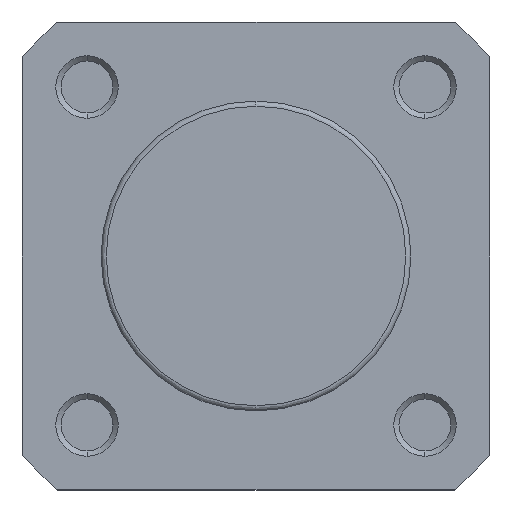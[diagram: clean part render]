
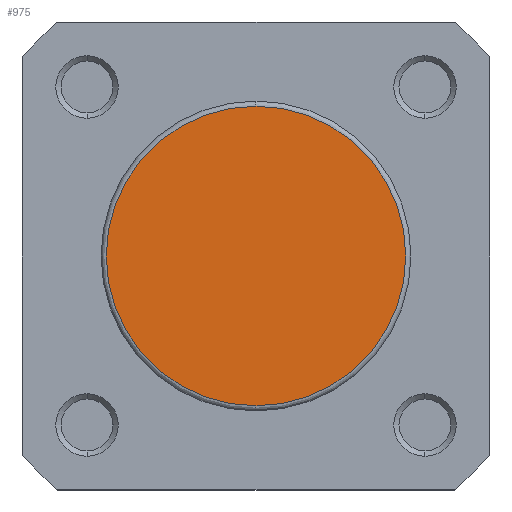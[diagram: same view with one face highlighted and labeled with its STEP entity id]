
A CAD part, left-side view. The second image highlights one B-rep face of the part: STEP entity #975.
In plain terms, the highlighted planar face has unit normal (-1, 0, 0).
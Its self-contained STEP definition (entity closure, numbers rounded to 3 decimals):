
#74 = EDGE_LOOP ( 'NONE', ( #1297, #1298 ) ) ;
#357 = VERTEX_POINT ( 'NONE', #6178 ) ;
#549 = EDGE_CURVE ( 'NONE', #6293, #357, #2181, .T. ) ;
#737 = EDGE_CURVE ( 'NONE', #357, #6293, #4105, .T. ) ;
#975 = ADVANCED_FACE ( 'NONE', ( #4564 ), #3473, .T. ) ;
#1297 = ORIENTED_EDGE ( 'NONE', *, *, #549, .T. ) ;
#1298 = ORIENTED_EDGE ( 'NONE', *, *, #737, .T. ) ;
#2181 = CIRCLE ( 'NONE', #3601, 14.4 ) ;
#2386 = CARTESIAN_POINT ( 'NONE',  ( 0., 0., 0. ) ) ;
#2387 = DIRECTION ( 'NONE',  ( -1., 0., 0. ) ) ;
#2388 = DIRECTION ( 'NONE',  ( 0., 0., 1. ) ) ;
#2805 = CARTESIAN_POINT ( 'NONE',  ( 0., 0., 0. ) ) ;
#2813 = DIRECTION ( 'NONE',  ( -1., 0., 0. ) ) ;
#2814 = DIRECTION ( 'NONE',  ( 0., 0., 1. ) ) ;
#3472 = CARTESIAN_POINT ( 'NONE',  ( 0., -14.9, 0. ) ) ;
#3473 = PLANE ( 'NONE',  #3791 ) ;
#3474 = DIRECTION ( 'NONE',  ( -1., 0., 0. ) ) ;
#3475 = DIRECTION ( 'NONE',  ( 0., 0., 1. ) ) ;
#3601 = AXIS2_PLACEMENT_3D ( 'NONE', #2386, #2387, #2388 ) ;
#3671 = AXIS2_PLACEMENT_3D ( 'NONE', #2805, #2813, #2814 ) ;
#3791 = AXIS2_PLACEMENT_3D ( 'NONE', #3472, #3474, #3475 ) ;
#4105 = CIRCLE ( 'NONE', #3671, 14.4 ) ;
#4564 = FACE_OUTER_BOUND ( 'NONE', #74, .T. ) ;
#5684 = CARTESIAN_POINT ( 'NONE',  ( 0., 0., 14.4 ) ) ;
#6178 = CARTESIAN_POINT ( 'NONE',  ( 0., 0., -14.4 ) ) ;
#6293 = VERTEX_POINT ( 'NONE', #5684 ) ;
